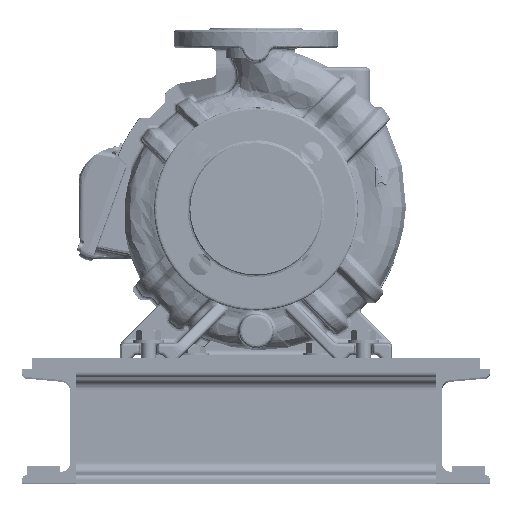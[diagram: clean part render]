
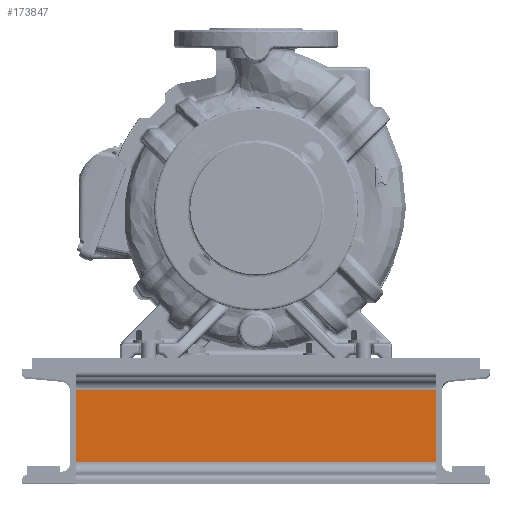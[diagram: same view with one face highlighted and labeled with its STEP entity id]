
A CAD part, top view. The second image highlights one B-rep face of the part: STEP entity #173847.
In plain terms, the highlighted face is planar.
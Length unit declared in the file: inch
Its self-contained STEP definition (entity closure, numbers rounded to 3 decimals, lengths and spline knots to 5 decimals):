
#19603 = VECTOR ( 'NONE', #255348, 39.37008 ) ;
#35795 = LINE ( 'NONE', #85614, #206407 ) ;
#41146 = CARTESIAN_POINT ( 'NONE',  ( 0.20866, 1.26264, -6.25 ) ) ;
#44935 = CARTESIAN_POINT ( 'NONE',  ( 0.20866, 1.26264, -6.25 ) ) ;
#45523 = CARTESIAN_POINT ( 'NONE',  ( 0.20866, -1.26264, -6.25 ) ) ;
#63297 = EDGE_CURVE ( 'NONE', #289148, #113124, #306754, .T. ) ;
#71503 = PLANE ( 'NONE',  #266456 ) ;
#75973 = DIRECTION ( 'NONE',  ( 0., -1., 0. ) ) ;
#85614 = CARTESIAN_POINT ( 'NONE',  ( 0.20866, 1.26264, -6.25 ) ) ;
#94794 = DIRECTION ( 'NONE',  ( 0., 0., 1. ) ) ;
#98731 = CARTESIAN_POINT ( 'NONE',  ( 0.20866, -1.26264, -6.25 ) ) ;
#100928 = VERTEX_POINT ( 'NONE', #98731 ) ;
#113124 = VERTEX_POINT ( 'NONE', #116077 ) ;
#116077 = CARTESIAN_POINT ( 'NONE',  ( 0.20866, 1.26264, 6.25 ) ) ;
#123502 = EDGE_CURVE ( 'NONE', #113124, #128011, #273378, .T. ) ;
#128011 = VERTEX_POINT ( 'NONE', #193378 ) ;
#147339 = CARTESIAN_POINT ( 'NONE',  ( 0.20866, 1.26264, 6.25 ) ) ;
#149443 = FACE_OUTER_BOUND ( 'NONE', #268917, .T. ) ;
#159136 = CARTESIAN_POINT ( 'NONE',  ( 0.20866, 1.26264, -6.25 ) ) ;
#164042 = ORIENTED_EDGE ( 'NONE', *, *, #63297, .T. ) ;
#164309 = VECTOR ( 'NONE', #291142, 39.37008 ) ;
#169091 = ORIENTED_EDGE ( 'NONE', *, *, #123502, .T. ) ;
#173847 = ADVANCED_FACE ( 'NONE', ( #149443 ), #71503, .F. ) ;
#193378 = CARTESIAN_POINT ( 'NONE',  ( 0.20866, -1.26264, 6.25 ) ) ;
#206407 = VECTOR ( 'NONE', #287886, 39.37008 ) ;
#214687 = EDGE_CURVE ( 'NONE', #100928, #128011, #294388, .T. ) ;
#225770 = DIRECTION ( 'NONE',  ( -1., 0., 0. ) ) ;
#232394 = VECTOR ( 'NONE', #75973, 39.37008 ) ;
#255348 = DIRECTION ( 'NONE',  ( 0., 0., 1. ) ) ;
#262679 = ORIENTED_EDGE ( 'NONE', *, *, #304789, .F. ) ;
#263138 = ORIENTED_EDGE ( 'NONE', *, *, #214687, .F. ) ;
#266456 = AXIS2_PLACEMENT_3D ( 'NONE', #44935, #225770, #94794 ) ;
#268917 = EDGE_LOOP ( 'NONE', ( #164042, #169091, #263138, #262679 ) ) ;
#273378 = LINE ( 'NONE', #147339, #232394 ) ;
#287886 = DIRECTION ( 'NONE',  ( 0., -1., 0. ) ) ;
#289148 = VERTEX_POINT ( 'NONE', #41146 ) ;
#291142 = DIRECTION ( 'NONE',  ( 0., 0., 1. ) ) ;
#294388 = LINE ( 'NONE', #45523, #164309 ) ;
#304789 = EDGE_CURVE ( 'NONE', #289148, #100928, #35795, .T. ) ;
#306754 = LINE ( 'NONE', #159136, #19603 ) ;
